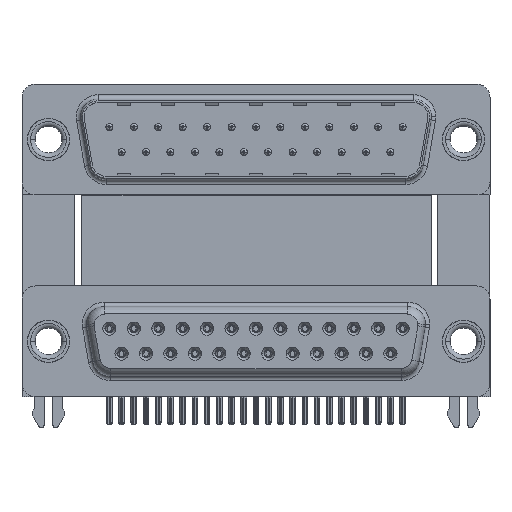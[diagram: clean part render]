
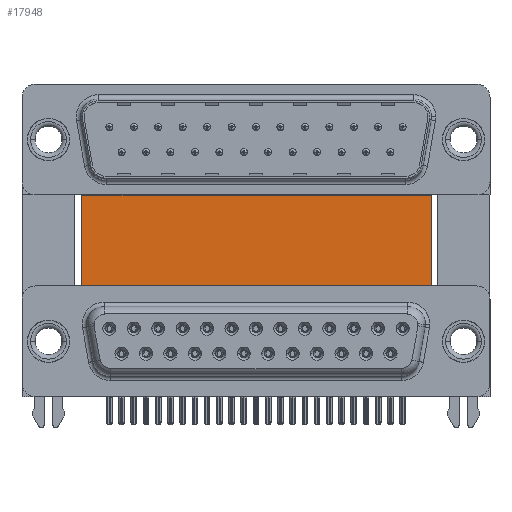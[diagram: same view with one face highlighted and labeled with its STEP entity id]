
A CAD part, top view. The second image highlights one B-rep face of the part: STEP entity #17948.
In plain terms, the highlighted planar face has unit normal (0, 0, 1).
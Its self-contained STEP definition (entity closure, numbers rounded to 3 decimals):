
#5570 = PLANE ( 'NONE',  #10723 ) ;
#5602 = LINE ( 'NONE', #22595, #43112 ) ;
#7069 = CARTESIAN_POINT ( 'NONE',  ( 43.43, 16.585, -12. ) ) ;
#7777 = EDGE_CURVE ( 'NONE', #27244, #14996, #44315, .T. ) ;
#9631 = CARTESIAN_POINT ( 'NONE',  ( 43.43, 16.585, -12. ) ) ;
#10723 = AXIS2_PLACEMENT_3D ( 'NONE', #22563, #47383, #21468 ) ;
#12337 = ORIENTED_EDGE ( 'NONE', *, *, #22110, .T. ) ;
#14024 = EDGE_CURVE ( 'NONE', #43605, #19159, #18346, .T. ) ;
#14512 = CARTESIAN_POINT ( 'NONE',  ( 3.79, 16.585, -12. ) ) ;
#14996 = VERTEX_POINT ( 'NONE', #7069 ) ;
#17948 = ADVANCED_FACE ( 'NONE', ( #26768 ), #5570, .F. ) ;
#18346 = LINE ( 'NONE', #47898, #44411 ) ;
#19159 = VERTEX_POINT ( 'NONE', #51282 ) ;
#21468 = DIRECTION ( 'NONE',  ( -1., 0., 0. ) ) ;
#21633 = ORIENTED_EDGE ( 'NONE', *, *, #14024, .T. ) ;
#22110 = EDGE_CURVE ( 'NONE', #27244, #43605, #5602, .T. ) ;
#22563 = CARTESIAN_POINT ( 'NONE',  ( 3.79, 16.585, -12. ) ) ;
#22595 = CARTESIAN_POINT ( 'NONE',  ( 3.79, 16.585, -12. ) ) ;
#23320 = ORIENTED_EDGE ( 'NONE', *, *, #32768, .F. ) ;
#26768 = FACE_OUTER_BOUND ( 'NONE', #51334, .T. ) ;
#27244 = VERTEX_POINT ( 'NONE', #50035 ) ;
#27570 = DIRECTION ( 'NONE',  ( 1., 0., 0. ) ) ;
#31229 = ORIENTED_EDGE ( 'NONE', *, *, #7777, .F. ) ;
#32768 = EDGE_CURVE ( 'NONE', #14996, #19159, #51979, .T. ) ;
#39560 = DIRECTION ( 'NONE',  ( 1., 0., 0. ) ) ;
#39569 = DIRECTION ( 'NONE',  ( 0., -1., 0. ) ) ;
#43063 = DIRECTION ( 'NONE',  ( 0., -1., 0. ) ) ;
#43112 = VECTOR ( 'NONE', #39569, 1000. ) ;
#43605 = VERTEX_POINT ( 'NONE', #53732 ) ;
#44315 = LINE ( 'NONE', #14512, #50515 ) ;
#44411 = VECTOR ( 'NONE', #27570, 1000. ) ;
#47383 = DIRECTION ( 'NONE',  ( 0., 0., -1. ) ) ;
#47898 = CARTESIAN_POINT ( 'NONE',  ( 3.79, -3.735, -12. ) ) ;
#50035 = CARTESIAN_POINT ( 'NONE',  ( 3.79, 16.585, -12. ) ) ;
#50515 = VECTOR ( 'NONE', #39560, 1000. ) ;
#50614 = VECTOR ( 'NONE', #43063, 1000. ) ;
#51282 = CARTESIAN_POINT ( 'NONE',  ( 43.43, -3.735, -12. ) ) ;
#51334 = EDGE_LOOP ( 'NONE', ( #21633, #23320, #31229, #12337 ) ) ;
#51979 = LINE ( 'NONE', #9631, #50614 ) ;
#53732 = CARTESIAN_POINT ( 'NONE',  ( 3.79, -3.735, -12. ) ) ;
